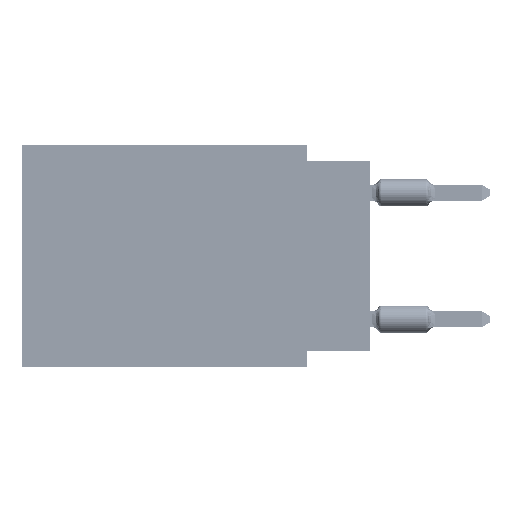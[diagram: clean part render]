
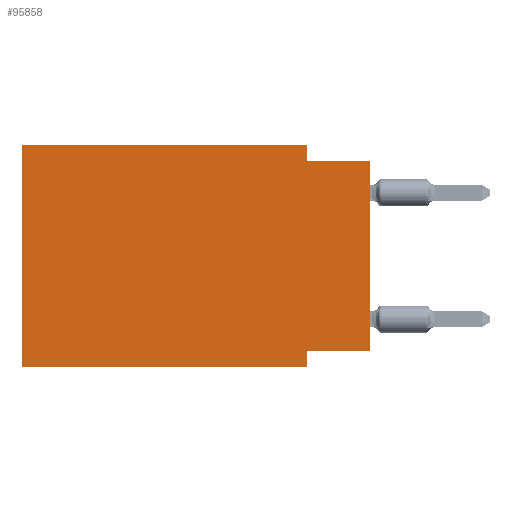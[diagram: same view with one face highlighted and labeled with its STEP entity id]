
A CAD part, left-side view. The second image highlights one B-rep face of the part: STEP entity #95858.
In plain terms, the highlighted planar face has unit normal (-1, 0, 0).
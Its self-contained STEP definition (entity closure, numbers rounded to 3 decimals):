
#2439 = LINE ( 'NONE', #102676, #54645 ) ;
#2882 = VECTOR ( 'NONE', #8425, 1000. ) ;
#3308 = EDGE_LOOP ( 'NONE', ( #18068, #60576, #13376, #9176, #60207, #79615, #13554, #78785 ) ) ;
#5741 = CARTESIAN_POINT ( 'NONE',  ( 0., 13.97, 0. ) ) ;
#8425 = DIRECTION ( 'NONE',  ( 0., 0., -1. ) ) ;
#9176 = ORIENTED_EDGE ( 'NONE', *, *, #65348, .F. ) ;
#10393 = VECTOR ( 'NONE', #69324, 1000. ) ;
#10410 = DIRECTION ( 'NONE',  ( 0., 1., 0. ) ) ;
#13376 = ORIENTED_EDGE ( 'NONE', *, *, #72959, .F. ) ;
#13523 = CARTESIAN_POINT ( 'NONE',  ( 0., 13.97, -8.89 ) ) ;
#13554 = ORIENTED_EDGE ( 'NONE', *, *, #69845, .F. ) ;
#17390 = VECTOR ( 'NONE', #100066, 1000. ) ;
#18068 = ORIENTED_EDGE ( 'NONE', *, *, #62357, .T. ) ;
#19316 = CARTESIAN_POINT ( 'NONE',  ( 0., 0., -0.635 ) ) ;
#21408 = EDGE_CURVE ( 'NONE', #69167, #82318, #2439, .T. ) ;
#26777 = CARTESIAN_POINT ( 'NONE',  ( 0., 2.54, -0.635 ) ) ;
#28052 = VERTEX_POINT ( 'NONE', #86546 ) ;
#31093 = PLANE ( 'NONE',  #64470 ) ;
#36592 = CARTESIAN_POINT ( 'NONE',  ( 0., 2.54, -8.89 ) ) ;
#37265 = CARTESIAN_POINT ( 'NONE',  ( 0., 0., -8.255 ) ) ;
#37641 = LINE ( 'NONE', #36592, #78858 ) ;
#38198 = EDGE_CURVE ( 'NONE', #70491, #28052, #69772, .T. ) ;
#38387 = LINE ( 'NONE', #5741, #73921 ) ;
#43762 = DIRECTION ( 'NONE',  ( 0., -1., 0. ) ) ;
#44545 = VECTOR ( 'NONE', #43762, 1000. ) ;
#50322 = VECTOR ( 'NONE', #60089, 1000. ) ;
#52160 = EDGE_CURVE ( 'NONE', #103997, #55155, #59557, .T. ) ;
#52367 = FACE_OUTER_BOUND ( 'NONE', #3308, .T. ) ;
#54645 = VECTOR ( 'NONE', #10410, 1000. ) ;
#55008 = DIRECTION ( 'NONE',  ( 1., 0., 0. ) ) ;
#55155 = VERTEX_POINT ( 'NONE', #97587 ) ;
#59043 = CARTESIAN_POINT ( 'NONE',  ( 0., 13.97, 0. ) ) ;
#59557 = LINE ( 'NONE', #59043, #50322 ) ;
#60089 = DIRECTION ( 'NONE',  ( 0., 0., 1. ) ) ;
#60207 = ORIENTED_EDGE ( 'NONE', *, *, #52160, .F. ) ;
#60576 = ORIENTED_EDGE ( 'NONE', *, *, #38198, .F. ) ;
#62357 = EDGE_CURVE ( 'NONE', #69167, #28052, #75660, .T. ) ;
#62974 = DIRECTION ( 'NONE',  ( 0., 0., -1. ) ) ;
#64470 = AXIS2_PLACEMENT_3D ( 'NONE', #93291, #55008, #62974 ) ;
#65348 = EDGE_CURVE ( 'NONE', #55155, #104020, #38387, .T. ) ;
#67670 = CARTESIAN_POINT ( 'NONE',  ( 0., 0., 0. ) ) ;
#69007 = DIRECTION ( 'NONE',  ( 0., 0., -1. ) ) ;
#69167 = VERTEX_POINT ( 'NONE', #37265 ) ;
#69324 = DIRECTION ( 'NONE',  ( 0., -1., 0. ) ) ;
#69772 = LINE ( 'NONE', #19316, #44545 ) ;
#69845 = EDGE_CURVE ( 'NONE', #82318, #90103, #37641, .T. ) ;
#70374 = CARTESIAN_POINT ( 'NONE',  ( 0., 13.97, -8.89 ) ) ;
#70491 = VERTEX_POINT ( 'NONE', #26777 ) ;
#72959 = EDGE_CURVE ( 'NONE', #104020, #70491, #98713, .T. ) ;
#73921 = VECTOR ( 'NONE', #93963, 1000. ) ;
#74044 = CARTESIAN_POINT ( 'NONE',  ( 0., 2.54, 0. ) ) ;
#75660 = LINE ( 'NONE', #67670, #17390 ) ;
#78785 = ORIENTED_EDGE ( 'NONE', *, *, #21408, .F. ) ;
#78858 = VECTOR ( 'NONE', #69007, 1000. ) ;
#78921 = EDGE_CURVE ( 'NONE', #103997, #90103, #102248, .T. ) ;
#79615 = ORIENTED_EDGE ( 'NONE', *, *, #78921, .T. ) ;
#81234 = CARTESIAN_POINT ( 'NONE',  ( 0., 2.54, 0. ) ) ;
#82318 = VERTEX_POINT ( 'NONE', #89209 ) ;
#86546 = CARTESIAN_POINT ( 'NONE',  ( 0., 0., -0.635 ) ) ;
#89209 = CARTESIAN_POINT ( 'NONE',  ( 0., 2.54, -8.255 ) ) ;
#90103 = VERTEX_POINT ( 'NONE', #92422 ) ;
#92422 = CARTESIAN_POINT ( 'NONE',  ( 0., 2.54, -8.89 ) ) ;
#93291 = CARTESIAN_POINT ( 'NONE',  ( 0., 13.97, 0. ) ) ;
#93963 = DIRECTION ( 'NONE',  ( 0., -1., 0. ) ) ;
#95858 = ADVANCED_FACE ( 'NONE', ( #52367 ), #31093, .F. ) ;
#97587 = CARTESIAN_POINT ( 'NONE',  ( 0., 13.97, 0. ) ) ;
#98713 = LINE ( 'NONE', #81234, #2882 ) ;
#100066 = DIRECTION ( 'NONE',  ( 0., 0., 1. ) ) ;
#102248 = LINE ( 'NONE', #13523, #10393 ) ;
#102676 = CARTESIAN_POINT ( 'NONE',  ( 0., 0., -8.255 ) ) ;
#103997 = VERTEX_POINT ( 'NONE', #70374 ) ;
#104020 = VERTEX_POINT ( 'NONE', #74044 ) ;
